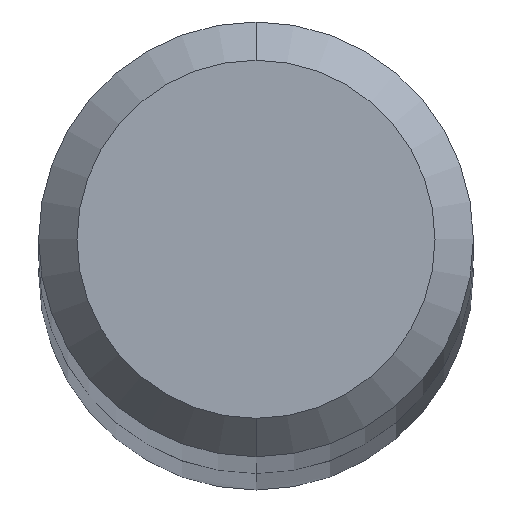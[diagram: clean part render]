
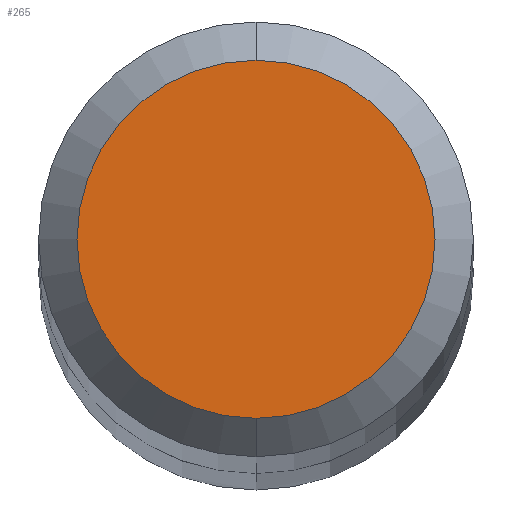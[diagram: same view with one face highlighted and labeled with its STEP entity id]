
A CAD part, top view. The second image highlights one B-rep face of the part: STEP entity #265.
In plain terms, the highlighted planar face has unit normal (0, 0, 1).
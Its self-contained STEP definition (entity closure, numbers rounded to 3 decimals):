
#167=EDGE_CURVE('',#273,#187,#426,.T.);
#187=VERTEX_POINT('',#449);
#265=ADVANCED_FACE('',(#537),#538,.T.);
#273=VERTEX_POINT('',#547);
#307=EDGE_CURVE('',#187,#273,#582,.T.);
#426=CIRCLE('',#768,1.4);
#449=CARTESIAN_POINT('',(0.,-1.4,73.0));
#537=FACE_OUTER_BOUND('',#975,.T.);
#538=PLANE('',#976);
#547=CARTESIAN_POINT('',(0.0,1.4,73.0));
#582=CIRCLE('',#1110,1.4);
#768=AXIS2_PLACEMENT_3D('',#1298,#1299,#1300);
#975=EDGE_LOOP('',(#1452,#1453));
#976=AXIS2_PLACEMENT_3D('',#1454,#1455,#1456);
#1110=AXIS2_PLACEMENT_3D('',#1480,#1481,#1482);
#1298=CARTESIAN_POINT('',(0.0,0.0,73.0));
#1299=DIRECTION('',(0.0,0.0,-1.0));
#1300=DIRECTION('',(0.0,1.0,0.0));
#1452=ORIENTED_EDGE('',*,*,#167,.F.);
#1453=ORIENTED_EDGE('',*,*,#307,.F.);
#1454=CARTESIAN_POINT('',(0.0,0.7,73.0));
#1455=DIRECTION('',(-0.0,0.0,1.0));
#1456=DIRECTION('',(0.0,-1.0,0.0));
#1480=CARTESIAN_POINT('',(0.0,0.0,73.0));
#1481=DIRECTION('',(0.0,0.0,-1.0));
#1482=DIRECTION('',(0.0,1.0,0.0));
